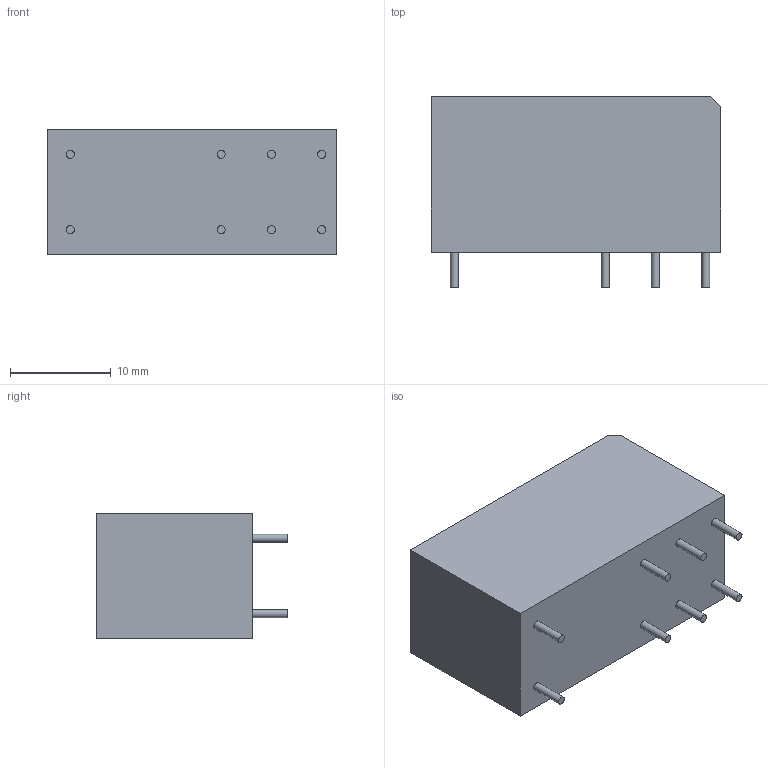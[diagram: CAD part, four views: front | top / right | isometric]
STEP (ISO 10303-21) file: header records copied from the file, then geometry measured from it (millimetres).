
FILE_DESCRIPTION(/* description */ (''),/* implementation_level */ '2;1');
FILE_NAME(/* name */ 'Omron_G2RL-1-E.step',/* time_stamp */ '2020-07-04T23:14:39+01:00',/* author */ (''),/* organization */ (''),/* preprocessor_version */ 'ST-DEVELOPER v18.1',/* originating_system */ 'Autodesk Translation Framework v9.3.0.1241',/* authorisation */ '');
FILE_SCHEMA (('AUTOMOTIVE_DESIGN { 1 0 10303 214 3 1 1 }'));
Length unit declared in the file: millimetre
Products named in the file (1): Omron_G2RL-1-E
Bounding box: 28.8 x 19 x 12.5 mm (x, y, z)
Volume: 5580 mm3; surface area: 2101.3 mm2
Topology: 2 solids, 2 shells, 25 faces, 42 edges, 28 vertices
Faces by surface type: plane 16, cylinder 9
Full cylindrical faces by diameter (mm): 0.8 x9
Entity records: 630 total; most frequent: DIRECTION 112, CARTESIAN_POINT 96, ORIENTED_EDGE 84, AXIS2_PLACEMENT_3D 44, EDGE_CURVE 42, EDGE_LOOP 34, VERTEX_POINT 28, FACE_OUTER_BOUND 25
